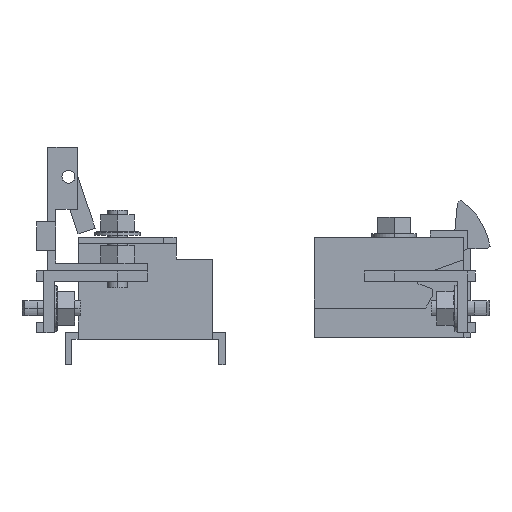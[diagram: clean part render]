
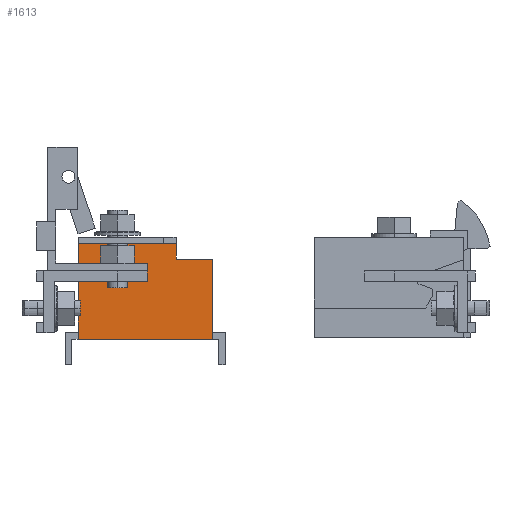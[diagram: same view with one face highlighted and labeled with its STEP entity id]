
A CAD part, left-side view. The second image highlights one B-rep face of the part: STEP entity #1613.
In plain terms, the highlighted planar face has unit normal (-1, 0, 0).
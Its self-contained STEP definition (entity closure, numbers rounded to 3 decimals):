
#381 = ORIENTED_EDGE ( 'NONE', *, *, #7314, .F. ) ;
#1613 = ADVANCED_FACE ( 'NONE', ( #17436 ), #23940, .F. ) ;
#2973 = VERTEX_POINT ( 'NONE', #23851 ) ;
#3691 = LINE ( 'NONE', #27728, #14493 ) ;
#3742 = EDGE_CURVE ( 'NONE', #11397, #10085, #20436, .T. ) ;
#4671 = CARTESIAN_POINT ( 'NONE',  ( -203., 0., -2.5 ) ) ;
#6936 = DIRECTION ( 'NONE',  ( 0., -1., 0. ) ) ;
#7314 = EDGE_CURVE ( 'NONE', #2973, #10782, #15646, .T. ) ;
#7673 = ORIENTED_EDGE ( 'NONE', *, *, #15598, .F. ) ;
#7749 = VECTOR ( 'NONE', #17033, 1000. ) ;
#9294 = AXIS2_PLACEMENT_3D ( 'NONE', #4671, #24512, #22181 ) ;
#10085 = VERTEX_POINT ( 'NONE', #19077 ) ;
#10782 = VERTEX_POINT ( 'NONE', #27200 ) ;
#11149 = CARTESIAN_POINT ( 'NONE',  ( -203., 0., -2.5 ) ) ;
#11397 = VERTEX_POINT ( 'NONE', #23978 ) ;
#12417 = VECTOR ( 'NONE', #6936, 1000. ) ;
#13179 = ORIENTED_EDGE ( 'NONE', *, *, #25245, .T. ) ;
#13265 = CARTESIAN_POINT ( 'NONE',  ( -203., 52., -39.5 ) ) ;
#13462 = CARTESIAN_POINT ( 'NONE',  ( -203., 0., -8.5 ) ) ;
#14493 = VECTOR ( 'NONE', #27578, 1000. ) ;
#15336 = LINE ( 'NONE', #21806, #28313 ) ;
#15598 = EDGE_CURVE ( 'NONE', #10782, #18553, #16516, .T. ) ;
#15646 = LINE ( 'NONE', #13462, #12417 ) ;
#16107 = DIRECTION ( 'NONE',  ( 0., 1., 0. ) ) ;
#16516 = LINE ( 'NONE', #27490, #27243 ) ;
#17033 = DIRECTION ( 'NONE',  ( 0., 0., -1. ) ) ;
#17149 = ORIENTED_EDGE ( 'NONE', *, *, #24603, .F. ) ;
#17173 = CARTESIAN_POINT ( 'NONE',  ( -203., 52., -2.5 ) ) ;
#17398 = VECTOR ( 'NONE', #16107, 1000. ) ;
#17436 = FACE_OUTER_BOUND ( 'NONE', #20926, .T. ) ;
#18553 = VERTEX_POINT ( 'NONE', #25905 ) ;
#18692 = DIRECTION ( 'NONE',  ( 0., 0., -1. ) ) ;
#19077 = CARTESIAN_POINT ( 'NONE',  ( -203., 52., -2.5 ) ) ;
#20436 = LINE ( 'NONE', #11149, #17398 ) ;
#20926 = EDGE_LOOP ( 'NONE', ( #381, #13179, #26945, #28422, #17149, #7673 ) ) ;
#21207 = LINE ( 'NONE', #17173, #7749 ) ;
#21806 = CARTESIAN_POINT ( 'NONE',  ( -203., 0., -39.5 ) ) ;
#21948 = DIRECTION ( 'NONE',  ( 0., 1., 0. ) ) ;
#22115 = VERTEX_POINT ( 'NONE', #13265 ) ;
#22181 = DIRECTION ( 'NONE',  ( 0., 0., -1. ) ) ;
#23851 = CARTESIAN_POINT ( 'NONE',  ( -203., 14., -8.5 ) ) ;
#23940 = PLANE ( 'NONE',  #9294 ) ;
#23978 = CARTESIAN_POINT ( 'NONE',  ( -203., 14., -2.5 ) ) ;
#24512 = DIRECTION ( 'NONE',  ( 1., 0., 0. ) ) ;
#24603 = EDGE_CURVE ( 'NONE', #18553, #22115, #15336, .T. ) ;
#24692 = EDGE_CURVE ( 'NONE', #10085, #22115, #21207, .T. ) ;
#25245 = EDGE_CURVE ( 'NONE', #2973, #11397, #3691, .T. ) ;
#25905 = CARTESIAN_POINT ( 'NONE',  ( -203., 0., -39.5 ) ) ;
#26945 = ORIENTED_EDGE ( 'NONE', *, *, #3742, .T. ) ;
#27200 = CARTESIAN_POINT ( 'NONE',  ( -203., 0., -8.5 ) ) ;
#27243 = VECTOR ( 'NONE', #18692, 1000. ) ;
#27490 = CARTESIAN_POINT ( 'NONE',  ( -203., 0., -2.5 ) ) ;
#27578 = DIRECTION ( 'NONE',  ( 0., 0., 1. ) ) ;
#27728 = CARTESIAN_POINT ( 'NONE',  ( -203., 14., -2.5 ) ) ;
#28313 = VECTOR ( 'NONE', #21948, 1000. ) ;
#28422 = ORIENTED_EDGE ( 'NONE', *, *, #24692, .T. ) ;
